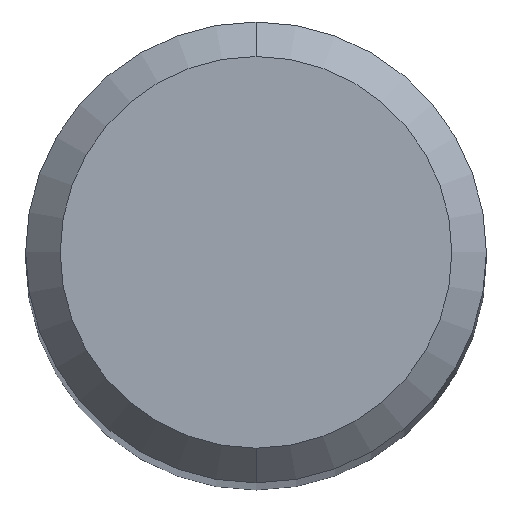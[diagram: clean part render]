
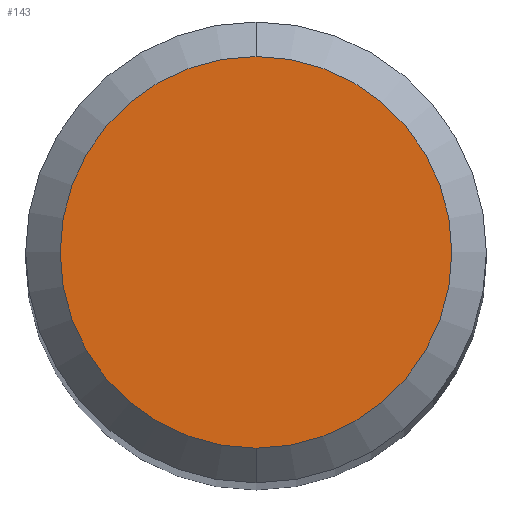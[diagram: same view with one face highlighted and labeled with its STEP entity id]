
A CAD part, top view. The second image highlights one B-rep face of the part: STEP entity #143.
In plain terms, the highlighted planar face has unit normal (0, 0, 1).
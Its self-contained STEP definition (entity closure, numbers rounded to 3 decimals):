
#131=EDGE_CURVE('',#199,#195,#279,.T.);
#143=ADVANCED_FACE('',(#292),#293,.T.);
#185=EDGE_CURVE('',#195,#199,#343,.T.);
#195=VERTEX_POINT('',#353);
#199=VERTEX_POINT('',#357);
#279=CIRCLE('',#441,1.7);
#292=FACE_OUTER_BOUND('',#456,.T.);
#293=PLANE('',#457);
#343=CIRCLE('',#518,1.7);
#353=CARTESIAN_POINT('',(0.0,1.7,0.0));
#357=CARTESIAN_POINT('',(0.,-1.7,0.0));
#441=AXIS2_PLACEMENT_3D('',#618,#619,#620);
#456=EDGE_LOOP('',(#636,#637));
#457=AXIS2_PLACEMENT_3D('',#638,#639,#640);
#518=AXIS2_PLACEMENT_3D('',#721,#722,#723);
#618=CARTESIAN_POINT('',(0.0,0.0,0.0));
#619=DIRECTION('',(0.0,0.0,-1.0));
#620=DIRECTION('',(0.0,1.0,0.0));
#636=ORIENTED_EDGE('',*,*,#185,.F.);
#637=ORIENTED_EDGE('',*,*,#131,.F.);
#638=CARTESIAN_POINT('',(0.0,0.85,0.0));
#639=DIRECTION('',(-0.0,0.0,1.0));
#640=DIRECTION('',(0.0,-1.0,0.0));
#721=CARTESIAN_POINT('',(0.0,0.0,0.0));
#722=DIRECTION('',(0.0,0.0,-1.0));
#723=DIRECTION('',(0.0,1.0,0.0));
